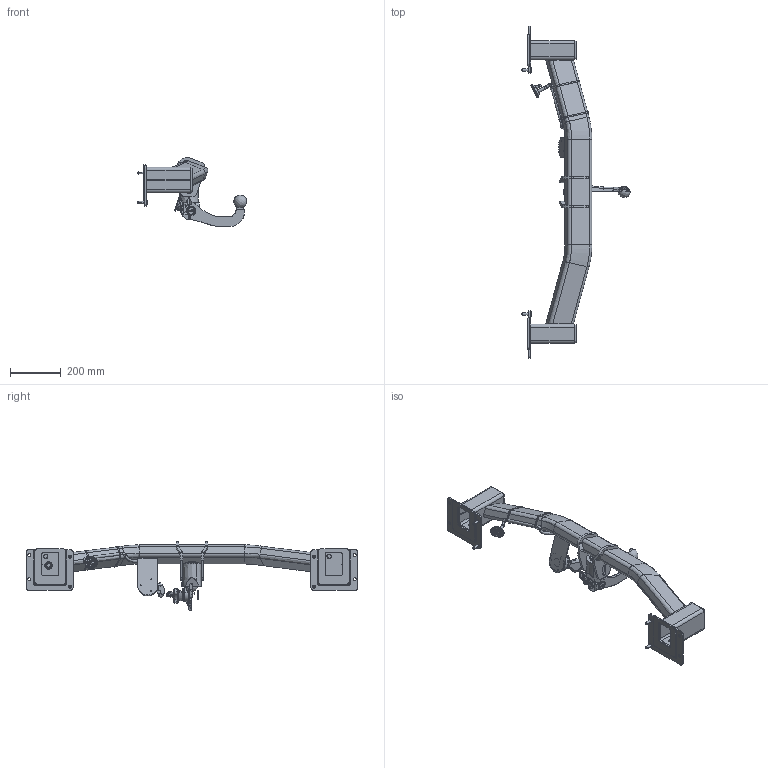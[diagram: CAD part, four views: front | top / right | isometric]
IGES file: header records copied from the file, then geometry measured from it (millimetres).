
Start section: START RECORD GO HERE.
Global section: file name: A2513100037-Euro-Hitch w-receiver.igs; native system: IBM CATIA IGES - CATIA Version 5 Release 16 ; preprocessor: CATIA Version 5 Release 16 ; author: gclark; date: 20081001.101321; units: millimetre
Bounding box: 429.53 x 1306 x 270.82 mm (x, y, z)
Surface area: 1268072.4 mm2 (no closed solid volume)
Topology: 0 solids, 0 shells, 2197 faces, 11026 edges, 10990 vertices
Faces by surface type: revolution 910, plane 772, bspline 436, extrusion 79
